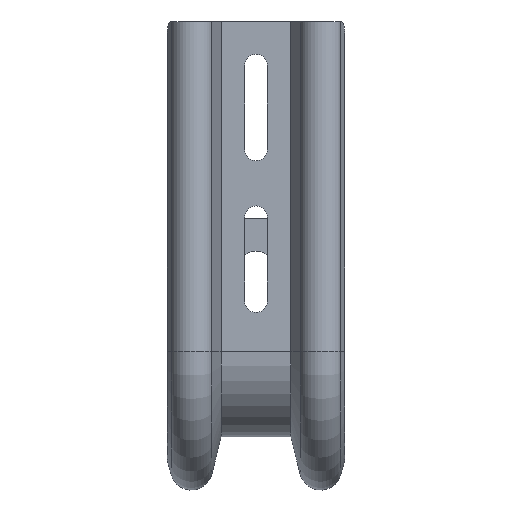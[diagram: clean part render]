
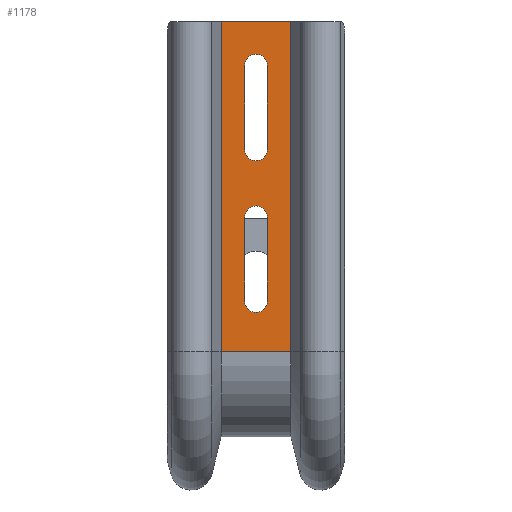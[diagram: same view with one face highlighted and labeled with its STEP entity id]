
A CAD part, front view. The second image highlights one B-rep face of the part: STEP entity #1178.
In plain terms, the highlighted planar face has unit normal (0, -1, 0).
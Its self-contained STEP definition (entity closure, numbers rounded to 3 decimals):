
#6 = EDGE_CURVE ( 'NONE', #1617, #8, #1741, .T. ) ;
#8 = VERTEX_POINT ( 'NONE', #1411 ) ;
#31 = CARTESIAN_POINT ( 'NONE',  ( 0., -130.5, 21.5 ) ) ;
#47 = CARTESIAN_POINT ( 'NONE',  ( 10.826, -130.5, -41. ) ) ;
#66 = DIRECTION ( 'NONE',  ( -1., 0., 0. ) ) ;
#72 = VERTEX_POINT ( 'NONE', #2282 ) ;
#82 = ORIENTED_EDGE ( 'NONE', *, *, #1087, .T. ) ;
#95 = CARTESIAN_POINT ( 'NONE',  ( 10.826, -130.5, -41. ) ) ;
#115 = ORIENTED_EDGE ( 'NONE', *, *, #6, .F. ) ;
#149 = CARTESIAN_POINT ( 'NONE',  ( 10.826, -130.5, 61. ) ) ;
#152 = AXIS2_PLACEMENT_3D ( 'NONE', #31, #1629, #291 ) ;
#157 = CARTESIAN_POINT ( 'NONE',  ( 3.5, -130.5, 0.5 ) ) ;
#164 = LINE ( 'NONE', #1110, #694 ) ;
#181 = VERTEX_POINT ( 'NONE', #1050 ) ;
#240 = LINE ( 'NONE', #998, #1969 ) ;
#246 = AXIS2_PLACEMENT_3D ( 'NONE', #2658, #1294, #2884 ) ;
#250 = LINE ( 'NONE', #1949, #1980 ) ;
#291 = DIRECTION ( 'NONE',  ( -1., 0., 0. ) ) ;
#302 = AXIS2_PLACEMENT_3D ( 'NONE', #352, #1917, #579 ) ;
#352 = CARTESIAN_POINT ( 'NONE',  ( 0., -130.5, 47.5 ) ) ;
#363 = AXIS2_PLACEMENT_3D ( 'NONE', #95, #1908, #569 ) ;
#386 = DIRECTION ( 'NONE',  ( -1., 0., 0. ) ) ;
#441 = VERTEX_POINT ( 'NONE', #2806 ) ;
#456 = ORIENTED_EDGE ( 'NONE', *, *, #1858, .T. ) ;
#491 = CARTESIAN_POINT ( 'NONE',  ( -3.5, -130.5, 0.5 ) ) ;
#518 = ORIENTED_EDGE ( 'NONE', *, *, #2846, .T. ) ;
#569 = DIRECTION ( 'NONE',  ( -1., 0., 0. ) ) ;
#579 = DIRECTION ( 'NONE',  ( -1., 0., 0. ) ) ;
#644 = ORIENTED_EDGE ( 'NONE', *, *, #723, .T. ) ;
#658 = VERTEX_POINT ( 'NONE', #1847 ) ;
#665 = VERTEX_POINT ( 'NONE', #965 ) ;
#675 = EDGE_CURVE ( 'NONE', #181, #2943, #2640, .T. ) ;
#694 = VECTOR ( 'NONE', #1328, 1000. ) ;
#708 = CIRCLE ( 'NONE', #302, 3.5 ) ;
#723 = EDGE_CURVE ( 'NONE', #658, #1076, #1439, .T. ) ;
#731 = CIRCLE ( 'NONE', #2778, 3.5 ) ;
#750 = DIRECTION ( 'NONE',  ( 0., 0., 1. ) ) ;
#837 = DIRECTION ( 'NONE',  ( 0., 0., 1. ) ) ;
#866 = VERTEX_POINT ( 'NONE', #1686 ) ;
#893 = EDGE_CURVE ( 'NONE', #72, #866, #2289, .T. ) ;
#905 = VERTEX_POINT ( 'NONE', #157 ) ;
#913 = VECTOR ( 'NONE', #1515, 1000. ) ;
#965 = CARTESIAN_POINT ( 'NONE',  ( -3.5, -130.5, 47.5 ) ) ;
#985 = VECTOR ( 'NONE', #1171, 1000. ) ;
#998 = CARTESIAN_POINT ( 'NONE',  ( 3.5, -130.5, -41. ) ) ;
#1028 = VECTOR ( 'NONE', #386, 1000. ) ;
#1050 = CARTESIAN_POINT ( 'NONE',  ( 3.5, -130.5, 21.5 ) ) ;
#1061 = LINE ( 'NONE', #2757, #985 ) ;
#1076 = VERTEX_POINT ( 'NONE', #491 ) ;
#1087 = EDGE_CURVE ( 'NONE', #905, #441, #1061, .T. ) ;
#1110 = CARTESIAN_POINT ( 'NONE',  ( -10.826, -130.5, -41. ) ) ;
#1137 = VECTOR ( 'NONE', #1640, 1000. ) ;
#1171 = DIRECTION ( 'NONE',  ( 0., 0., -1. ) ) ;
#1178 = ADVANCED_FACE ( 'NONE', ( #1434, #1232, #2446 ), #2365, .F. ) ;
#1222 = DIRECTION ( 'NONE',  ( 0., 0., -1. ) ) ;
#1232 = FACE_BOUND ( 'NONE', #1430, .T. ) ;
#1264 = ORIENTED_EDGE ( 'NONE', *, *, #1417, .T. ) ;
#1294 = DIRECTION ( 'NONE',  ( 0., 1., 0. ) ) ;
#1317 = CARTESIAN_POINT ( 'NONE',  ( -3.5, -130.5, 21.5 ) ) ;
#1328 = DIRECTION ( 'NONE',  ( 0., 0., 1. ) ) ;
#1330 = CARTESIAN_POINT ( 'NONE',  ( 3.5, -130.5, 47.5 ) ) ;
#1336 = EDGE_CURVE ( 'NONE', #441, #658, #731, .T. ) ;
#1388 = ORIENTED_EDGE ( 'NONE', *, *, #893, .T. ) ;
#1411 = CARTESIAN_POINT ( 'NONE',  ( -10.826, -130.5, -41. ) ) ;
#1417 = EDGE_CURVE ( 'NONE', #665, #1982, #708, .T. ) ;
#1430 = EDGE_LOOP ( 'NONE', ( #2226, #2104, #518, #1264 ) ) ;
#1434 = FACE_BOUND ( 'NONE', #2631, .T. ) ;
#1435 = DIRECTION ( 'NONE',  ( 0., 1., 0. ) ) ;
#1439 = LINE ( 'NONE', #1638, #2584 ) ;
#1515 = DIRECTION ( 'NONE',  ( 0., 0., 1. ) ) ;
#1617 = VERTEX_POINT ( 'NONE', #2209 ) ;
#1629 = DIRECTION ( 'NONE',  ( 0., 1., 0. ) ) ;
#1638 = CARTESIAN_POINT ( 'NONE',  ( -3.5, -130.5, -41. ) ) ;
#1640 = DIRECTION ( 'NONE',  ( -1., 0., 0. ) ) ;
#1644 = ORIENTED_EDGE ( 'NONE', *, *, #1837, .T. ) ;
#1686 = CARTESIAN_POINT ( 'NONE',  ( -10.826, -130.5, 61. ) ) ;
#1741 = LINE ( 'NONE', #47, #1137 ) ;
#1837 = EDGE_CURVE ( 'NONE', #1617, #72, #250, .T. ) ;
#1847 = CARTESIAN_POINT ( 'NONE',  ( -3.5, -130.5, -25.5 ) ) ;
#1858 = EDGE_CURVE ( 'NONE', #1076, #905, #1895, .T. ) ;
#1895 = CIRCLE ( 'NONE', #246, 3.5 ) ;
#1908 = DIRECTION ( 'NONE',  ( 0., 1., 0. ) ) ;
#1917 = DIRECTION ( 'NONE',  ( 0., 1., 0. ) ) ;
#1949 = CARTESIAN_POINT ( 'NONE',  ( 10.826, -130.5, -41. ) ) ;
#1969 = VECTOR ( 'NONE', #1222, 1000. ) ;
#1980 = VECTOR ( 'NONE', #837, 1000. ) ;
#1982 = VERTEX_POINT ( 'NONE', #1330 ) ;
#2104 = ORIENTED_EDGE ( 'NONE', *, *, #675, .T. ) ;
#2209 = CARTESIAN_POINT ( 'NONE',  ( 10.826, -130.5, -41. ) ) ;
#2226 = ORIENTED_EDGE ( 'NONE', *, *, #2321, .T. ) ;
#2282 = CARTESIAN_POINT ( 'NONE',  ( 10.826, -130.5, 61. ) ) ;
#2288 = ORIENTED_EDGE ( 'NONE', *, *, #1336, .T. ) ;
#2289 = LINE ( 'NONE', #149, #1028 ) ;
#2321 = EDGE_CURVE ( 'NONE', #1982, #181, #240, .T. ) ;
#2365 = PLANE ( 'NONE',  #363 ) ;
#2446 = FACE_OUTER_BOUND ( 'NONE', #2938, .T. ) ;
#2584 = VECTOR ( 'NONE', #750, 1000. ) ;
#2614 = ORIENTED_EDGE ( 'NONE', *, *, #2950, .F. ) ;
#2631 = EDGE_LOOP ( 'NONE', ( #82, #2288, #644, #456 ) ) ;
#2640 = CIRCLE ( 'NONE', #152, 3.5 ) ;
#2658 = CARTESIAN_POINT ( 'NONE',  ( 0., -130.5, 0.5 ) ) ;
#2715 = LINE ( 'NONE', #2883, #913 ) ;
#2757 = CARTESIAN_POINT ( 'NONE',  ( 3.5, -130.5, -41. ) ) ;
#2778 = AXIS2_PLACEMENT_3D ( 'NONE', #2794, #1435, #66 ) ;
#2794 = CARTESIAN_POINT ( 'NONE',  ( 0., -130.5, -25.5 ) ) ;
#2806 = CARTESIAN_POINT ( 'NONE',  ( 3.5, -130.5, -25.5 ) ) ;
#2846 = EDGE_CURVE ( 'NONE', #2943, #665, #2715, .T. ) ;
#2883 = CARTESIAN_POINT ( 'NONE',  ( -3.5, -130.5, -41. ) ) ;
#2884 = DIRECTION ( 'NONE',  ( -1., 0., 0. ) ) ;
#2938 = EDGE_LOOP ( 'NONE', ( #115, #1644, #1388, #2614 ) ) ;
#2943 = VERTEX_POINT ( 'NONE', #1317 ) ;
#2950 = EDGE_CURVE ( 'NONE', #8, #866, #164, .T. ) ;
